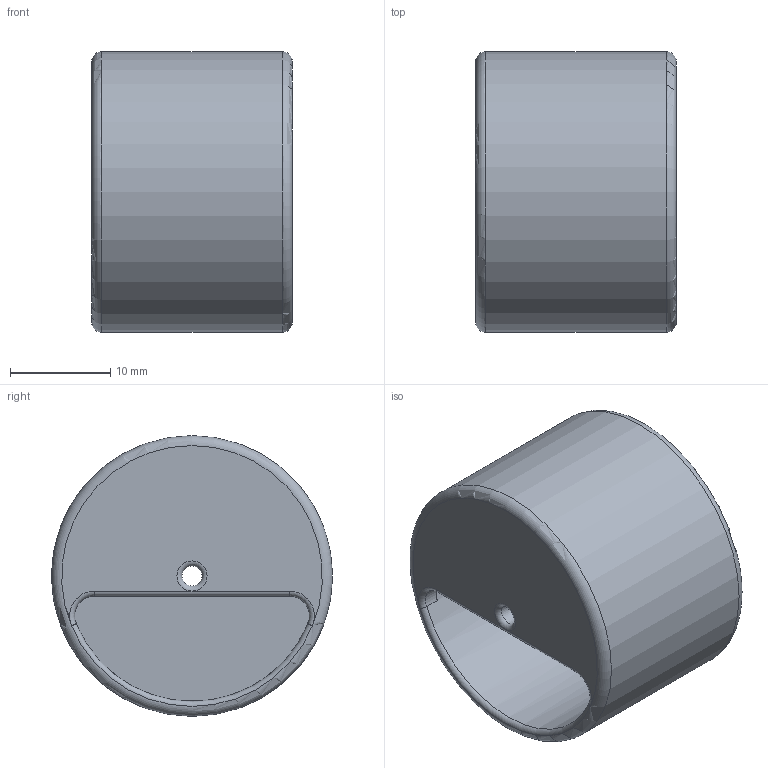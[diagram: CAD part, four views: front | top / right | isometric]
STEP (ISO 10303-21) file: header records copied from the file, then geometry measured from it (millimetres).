
FILE_DESCRIPTION(/* description */ (''),/* implementation_level */ '2;1');
FILE_NAME(/* name */ 'Bouchon gaz.step',/* time_stamp */ '2023-11-02T19:19:55+01:00',/* author */ (''),/* organization */ (''),/* preprocessor_version */ 'ST-DEVELOPER v20',/* originating_system */ 'Autodesk Translation Framework v12.14.0.127',/* authorisation */ '');
FILE_SCHEMA (('AUTOMOTIVE_DESIGN { 1 0 10303 214 3 1 1 }'));
Length unit declared in the file: metre
Products named in the file (1): Bouchon
Bounding box: 20 x 28 x 28 mm (x, y, z)
Volume: 3786.4 mm3; surface area: 4879.7 mm2
Topology: 1 solids, 1 shells, 26 faces, 69 edges, 39 vertices
Faces by surface type: torus 10, cylinder 10, plane 6
Full cylindrical faces by diameter (mm): 2 x1, 4 x1, 25 x1, 28 x1
Entity records: 864 total; most frequent: DIRECTION 170, ORIENTED_EDGE 138, CARTESIAN_POINT 135, AXIS2_PLACEMENT_3D 74, EDGE_CURVE 69, CIRCLE 47, VERTEX_POINT 39, FACE_OUTER_BOUND 26
